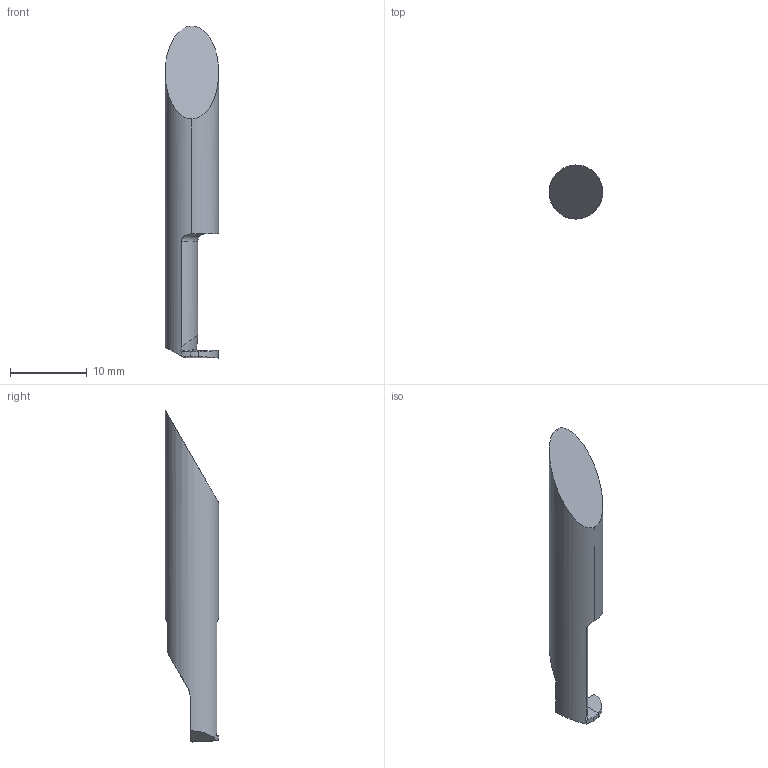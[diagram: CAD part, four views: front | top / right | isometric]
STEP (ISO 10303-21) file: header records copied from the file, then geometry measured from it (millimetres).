
FILE_DESCRIPTION(/* description */ (''),/* implementation_level */ '2;1');
FILE_NAME(/* name */ '1576654140522.stp',/* time_stamp */ '2019-12-18T12:59:15+05:00',/* author */ (''),/* organization */ ('SMS'),/* preprocessor_version */ 'ST-DEVELOPER v16.7',/* originating_system */ 'SIEMENS PLM Software NX 12.0',/* authorisation */ '');
FILE_SCHEMA (('AUTOMOTIVE_DESIGN { 1 0 10303 214 3 1 1 1 }'));
Length unit declared in the file: millimetre
Products named in the file (1): 202204702mod000_00
Bounding box: 6.99 x 7 x 43.31 mm (x, y, z)
Volume: 1058 mm3; surface area: 824.5 mm2
Topology: 2 solids, 2 shells, 28 faces, 72 edges, 51 vertices
Faces by surface type: plane 12, cylinder 9, bspline 5, torus 2
Entity records: 1093 total; most frequent: CARTESIAN_POINT 437, ORIENTED_EDGE 142, DIRECTION 96, EDGE_CURVE 71, VERTEX_POINT 47, AXIS2_PLACEMENT_3D 35, ADVANCED_FACE 28, FACE_OUTER_BOUND 28
